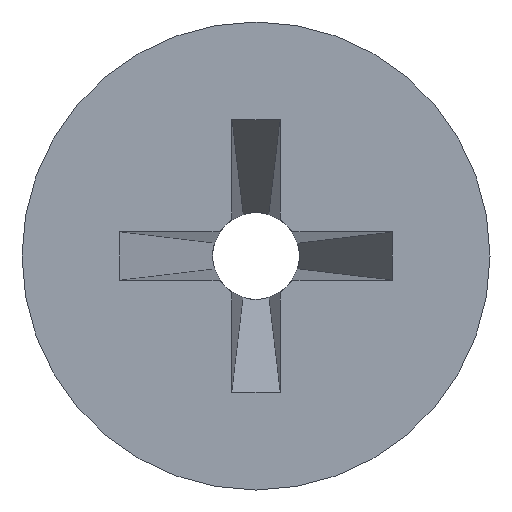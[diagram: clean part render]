
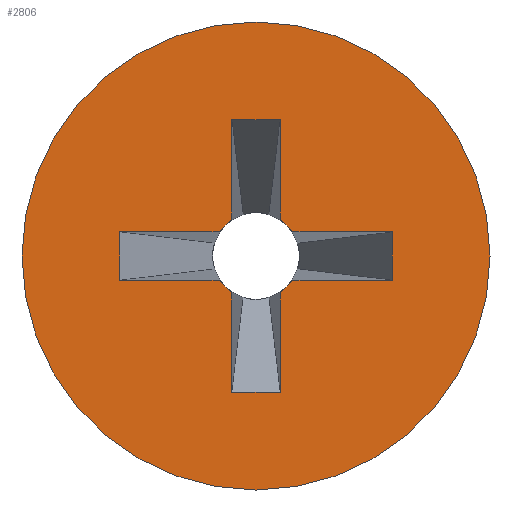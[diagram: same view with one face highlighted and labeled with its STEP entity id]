
A CAD part, left-side view. The second image highlights one B-rep face of the part: STEP entity #2806.
In plain terms, the highlighted planar face has unit normal (-1, 0, 0).
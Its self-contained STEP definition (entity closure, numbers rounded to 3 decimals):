
#115=CARTESIAN_POINT('',(0.,0.,0.));
#116=DIRECTION('',(-1.,0.,0.));
#117=DIRECTION('',(0.,1.,0.));
#118=AXIS2_PLACEMENT_3D('',#115,#116,#117);
#120=CARTESIAN_POINT('',(0.,0.,0.));
#121=DIRECTION('',(1.,0.,0.));
#122=DIRECTION('',(0.,1.,0.));
#123=AXIS2_PLACEMENT_3D('',#120,#121,#122);
#125=CARTESIAN_POINT('',(0.,0.,0.));
#126=DIRECTION('',(1.,0.,0.));
#127=DIRECTION('',(0.,-0.829,-0.559));
#128=AXIS2_PLACEMENT_3D('',#125,#126,#127);
#130=DIRECTION('',(0.,1.,0.));
#131=VECTOR('',#130,1.177);
#132=CARTESIAN_POINT('',(0.,-1.6,-0.285));
#133=LINE('',#132,#131);
#134=DIRECTION('',(0.,0.,-1.));
#135=VECTOR('',#134,0.57);
#136=CARTESIAN_POINT('',(0.,-1.6,0.285));
#137=LINE('',#136,#135);
#138=DIRECTION('',(0.,1.,0.));
#139=VECTOR('',#138,1.177);
#140=CARTESIAN_POINT('',(0.,-1.6,0.285));
#141=LINE('',#140,#139);
#142=CARTESIAN_POINT('',(0.,0.,0.));
#143=DIRECTION('',(1.,0.,0.));
#144=DIRECTION('',(0.,-0.559,0.829));
#145=AXIS2_PLACEMENT_3D('',#142,#143,#144);
#147=DIRECTION('',(0.,0.,-1.));
#148=VECTOR('',#147,1.177);
#149=CARTESIAN_POINT('',(0.,-0.285,1.6));
#150=LINE('',#149,#148);
#151=DIRECTION('',(0.,1.,0.));
#152=VECTOR('',#151,0.57);
#153=CARTESIAN_POINT('',(0.,-0.285,1.6));
#154=LINE('',#153,#152);
#155=DIRECTION('',(0.,0.,-1.));
#156=VECTOR('',#155,1.177);
#157=CARTESIAN_POINT('',(0.,0.285,1.6));
#158=LINE('',#157,#156);
#159=CARTESIAN_POINT('',(0.,0.,0.));
#160=DIRECTION('',(1.,0.,0.));
#161=DIRECTION('',(0.,0.829,0.559));
#162=AXIS2_PLACEMENT_3D('',#159,#160,#161);
#164=DIRECTION('',(0.,1.,0.));
#165=VECTOR('',#164,1.177);
#166=CARTESIAN_POINT('',(0.,0.423,0.285));
#167=LINE('',#166,#165);
#168=DIRECTION('',(0.,0.,-1.));
#169=VECTOR('',#168,0.57);
#170=CARTESIAN_POINT('',(0.,1.6,0.285));
#171=LINE('',#170,#169);
#172=DIRECTION('',(0.,1.,0.));
#173=VECTOR('',#172,1.177);
#174=CARTESIAN_POINT('',(0.,0.423,-0.285));
#175=LINE('',#174,#173);
#176=CARTESIAN_POINT('',(0.,0.,0.));
#177=DIRECTION('',(1.,0.,0.));
#178=DIRECTION('',(0.,0.559,-0.829));
#179=AXIS2_PLACEMENT_3D('',#176,#177,#178);
#181=DIRECTION('',(0.,0.,-1.));
#182=VECTOR('',#181,1.177);
#183=CARTESIAN_POINT('',(0.,0.285,-0.423));
#184=LINE('',#183,#182);
#185=DIRECTION('',(0.,1.,0.));
#186=VECTOR('',#185,0.57);
#187=CARTESIAN_POINT('',(0.,-0.285,-1.6));
#188=LINE('',#187,#186);
#189=DIRECTION('',(0.,0.,-1.));
#190=VECTOR('',#189,1.177);
#191=CARTESIAN_POINT('',(0.,-0.285,-0.423));
#192=LINE('',#191,#190);
#2668=CARTESIAN_POINT('',(0.,2.75,0.));
#2670=VERTEX_POINT('',#2668);
#2672=CARTESIAN_POINT('',(0.,-2.75,0.));
#2674=VERTEX_POINT('',#2672);
#2699=CARTESIAN_POINT('',(0.,-0.423,-0.285));
#2700=CARTESIAN_POINT('',(0.,-0.285,-0.423));
#2701=VERTEX_POINT('',#2699);
#2702=VERTEX_POINT('',#2700);
#2703=CARTESIAN_POINT('',(0.,0.285,-0.423));
#2704=CARTESIAN_POINT('',(0.,0.423,-0.285));
#2705=VERTEX_POINT('',#2703);
#2706=VERTEX_POINT('',#2704);
#2707=CARTESIAN_POINT('',(0.,0.423,0.285));
#2708=CARTESIAN_POINT('',(0.,0.285,0.423));
#2709=VERTEX_POINT('',#2707);
#2710=VERTEX_POINT('',#2708);
#2711=CARTESIAN_POINT('',(0.,-0.285,0.423));
#2712=CARTESIAN_POINT('',(0.,-0.423,0.285));
#2713=VERTEX_POINT('',#2711);
#2714=VERTEX_POINT('',#2712);
#2737=CARTESIAN_POINT('',(0.,-1.6,0.285));
#2738=CARTESIAN_POINT('',(0.,-1.6,-0.285));
#2739=VERTEX_POINT('',#2737);
#2740=VERTEX_POINT('',#2738);
#2741=CARTESIAN_POINT('',(0.,-0.285,1.6));
#2742=CARTESIAN_POINT('',(0.,0.285,1.6));
#2743=VERTEX_POINT('',#2741);
#2744=VERTEX_POINT('',#2742);
#2745=CARTESIAN_POINT('',(0.,1.6,0.285));
#2746=CARTESIAN_POINT('',(0.,1.6,-0.285));
#2747=VERTEX_POINT('',#2745);
#2748=VERTEX_POINT('',#2746);
#2749=CARTESIAN_POINT('',(0.,-0.285,-1.6));
#2750=CARTESIAN_POINT('',(0.,0.285,-1.6));
#2751=VERTEX_POINT('',#2749);
#2752=VERTEX_POINT('',#2750);
#2761=CARTESIAN_POINT('',(0.,0.,0.));
#2762=DIRECTION('',(1.,0.,0.));
#2763=DIRECTION('',(0.,-1.,0.));
#2764=AXIS2_PLACEMENT_3D('',#2761,#2762,#2763);
#2765=PLANE('',#2764);
#2767=ORIENTED_EDGE('',*,*,#2766,.F.);
#2769=ORIENTED_EDGE('',*,*,#2768,.T.);
#2770=EDGE_LOOP('',(#2767,#2769));
#2771=FACE_OUTER_BOUND('',#2770,.F.);
#2773=ORIENTED_EDGE('',*,*,#2772,.F.);
#2775=ORIENTED_EDGE('',*,*,#2774,.F.);
#2777=ORIENTED_EDGE('',*,*,#2776,.F.);
#2779=ORIENTED_EDGE('',*,*,#2778,.T.);
#2781=ORIENTED_EDGE('',*,*,#2780,.F.);
#2783=ORIENTED_EDGE('',*,*,#2782,.F.);
#2785=ORIENTED_EDGE('',*,*,#2784,.T.);
#2787=ORIENTED_EDGE('',*,*,#2786,.T.);
#2789=ORIENTED_EDGE('',*,*,#2788,.F.);
#2791=ORIENTED_EDGE('',*,*,#2790,.T.);
#2793=ORIENTED_EDGE('',*,*,#2792,.T.);
#2795=ORIENTED_EDGE('',*,*,#2794,.F.);
#2797=ORIENTED_EDGE('',*,*,#2796,.F.);
#2799=ORIENTED_EDGE('',*,*,#2798,.T.);
#2801=ORIENTED_EDGE('',*,*,#2800,.F.);
#2803=ORIENTED_EDGE('',*,*,#2802,.F.);
#2804=EDGE_LOOP('',(#2773,#2775,#2777,#2779,#2781,#2783,#2785,#2787,#2789,#2791,
#2793,#2795,#2797,#2799,#2801,#2803));
#2805=FACE_BOUND('',#2804,.F.);
#119=CIRCLE('',#118,2.75);
#124=CIRCLE('',#123,2.75);
#129=CIRCLE('',#128,0.51);
#146=CIRCLE('',#145,0.51);
#163=CIRCLE('',#162,0.51);
#180=CIRCLE('',#179,0.51);
#2766=EDGE_CURVE('',#2670,#2674,#119,.T.);
#2768=EDGE_CURVE('',#2670,#2674,#124,.T.);
#2772=EDGE_CURVE('',#2701,#2702,#129,.T.);
#2774=EDGE_CURVE('',#2740,#2701,#133,.T.);
#2776=EDGE_CURVE('',#2739,#2740,#137,.T.);
#2778=EDGE_CURVE('',#2739,#2714,#141,.T.);
#2780=EDGE_CURVE('',#2713,#2714,#146,.T.);
#2782=EDGE_CURVE('',#2743,#2713,#150,.T.);
#2784=EDGE_CURVE('',#2743,#2744,#154,.T.);
#2786=EDGE_CURVE('',#2744,#2710,#158,.T.);
#2788=EDGE_CURVE('',#2709,#2710,#163,.T.);
#2790=EDGE_CURVE('',#2709,#2747,#167,.T.);
#2792=EDGE_CURVE('',#2747,#2748,#171,.T.);
#2794=EDGE_CURVE('',#2706,#2748,#175,.T.);
#2796=EDGE_CURVE('',#2705,#2706,#180,.T.);
#2798=EDGE_CURVE('',#2705,#2752,#184,.T.);
#2800=EDGE_CURVE('',#2751,#2752,#188,.T.);
#2802=EDGE_CURVE('',#2702,#2751,#192,.T.);
#2806=ADVANCED_FACE('',(#2771,#2805),#2765,.F.);
